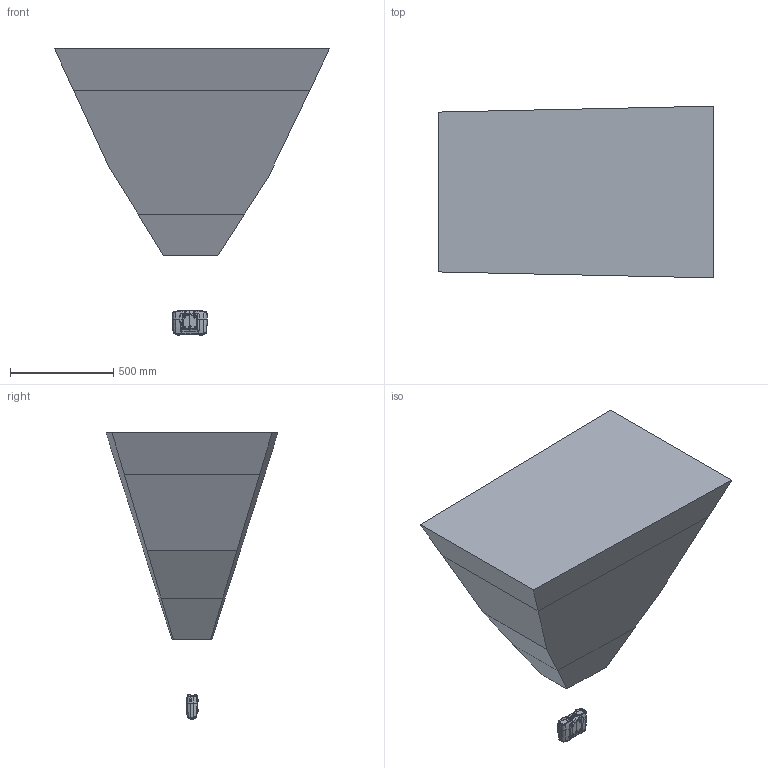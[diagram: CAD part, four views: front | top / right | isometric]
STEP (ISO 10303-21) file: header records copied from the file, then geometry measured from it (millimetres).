
FILE_DESCRIPTION (( 'STEP AP203' ), '1' );
FILE_NAME ('Zivid Two M70 with FOV.STEP', '2023-01-24T11:24:16', ( '' ), ( '' ), 'SwSTEP 2.0', 'SolidWorks 2021', '' );
FILE_SCHEMA (( 'CONFIG_CONTROL_DESIGN' ));
Products named in the file (3): Carbon FOV; Zivid Two M70 with FOV; Carbon Web
Assembly tree (2 placements, depth 2):
  Zivid Two M70 with FOV
    Carbon Web
    Carbon FOV
Bounding box: 1331.91 x 831.96 x 1386.62 mm (x, y, z)
Volume: 468726737.9 mm3; surface area: 5938550.9 mm2
Topology: 5 solids, 5 shells, 3351 faces, 8095 edges, 4700 vertices
Faces by surface type: bspline 3014, plane 126, torus 78, cone 68, cylinder 63, sphere 2
Entity records: 532122 total; most frequent: CARTESIAN_POINT 478101, ORIENTED_EDGE 16056, EDGE_CURVE 8028, B_SPLINE_CURVE_WITH_KNOTS 6911, VERTEX_POINT 4697, EDGE_LOOP 3361, FACE_OUTER_BOUND 3351, ADVANCED_FACE 3351
